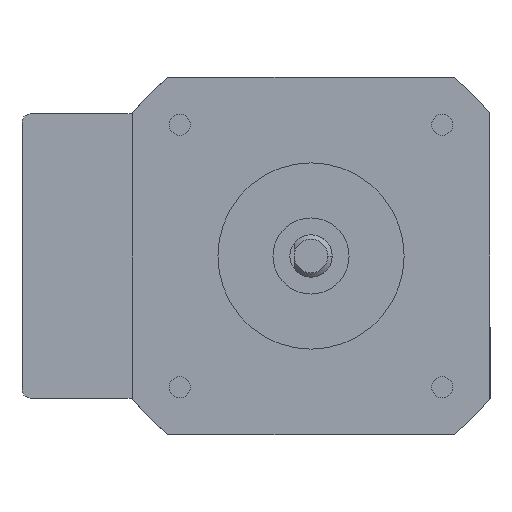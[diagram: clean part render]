
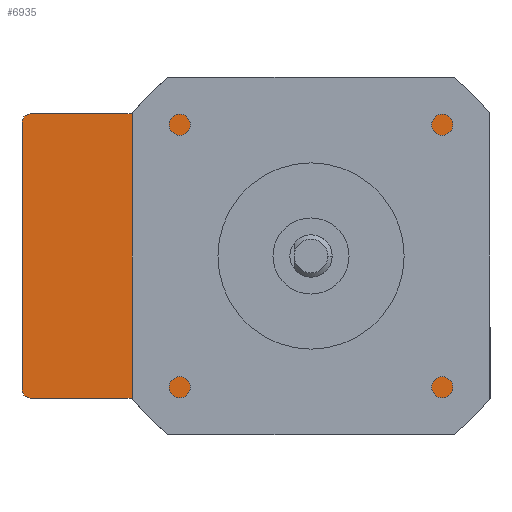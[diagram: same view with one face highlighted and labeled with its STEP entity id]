
A CAD part, front view. The second image highlights one B-rep face of the part: STEP entity #6935.
In plain terms, the highlighted face is planar.
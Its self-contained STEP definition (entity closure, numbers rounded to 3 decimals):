
#42 = VERTEX_POINT ( 'NONE', #2281 ) ;
#70 = LINE ( 'NONE', #6170, #1310 ) ;
#186 = DIRECTION ( 'NONE',  ( 1., 0., 0. ) ) ;
#210 = VERTEX_POINT ( 'NONE', #8491 ) ;
#393 = CARTESIAN_POINT ( 'NONE',  ( 21.15, 16.783, 16.5 ) ) ;
#424 = EDGE_CURVE ( 'NONE', #3156, #5485, #70, .T. ) ;
#437 = EDGE_CURVE ( 'NONE', #5602, #8750, #6323, .T. ) ;
#650 = EDGE_LOOP ( 'NONE', ( #813, #5473, #9183, #6492, #6601, #5708, #5639, #2797, #8929, #5560, #6721, #5812, #8193, #9088 ) ) ;
#763 = VERTEX_POINT ( 'NONE', #4242 ) ;
#813 = ORIENTED_EDGE ( 'NONE', *, *, #10085, .F. ) ;
#911 = DIRECTION ( 'NONE',  ( 0., 0., -1. ) ) ;
#993 = DIRECTION ( 'NONE',  ( 0., -1., 0. ) ) ;
#1182 = CARTESIAN_POINT ( 'NONE',  ( 17.783, 21.628, 16.5 ) ) ;
#1310 = VECTOR ( 'NONE', #3628, 1000. ) ;
#1403 = DIRECTION ( 'NONE',  ( 0., 0., 1. ) ) ;
#1537 = DIRECTION ( 'NONE',  ( 0., 0., 1. ) ) ;
#1571 = CARTESIAN_POINT ( 'NONE',  ( 0., 0., 16.5 ) ) ;
#1732 = AXIS2_PLACEMENT_3D ( 'NONE', #5627, #1537, #6520 ) ;
#1735 = LINE ( 'NONE', #8740, #6284 ) ;
#2281 = CARTESIAN_POINT ( 'NONE',  ( -15.783, 34.15, 16.5 ) ) ;
#2376 = DIRECTION ( 'NONE',  ( 1., 0., 0. ) ) ;
#2455 = AXIS2_PLACEMENT_3D ( 'NONE', #10817, #8196, #3113 ) ;
#2466 = VECTOR ( 'NONE', #3355, 1000. ) ;
#2501 = DIRECTION ( 'NONE',  ( 0., 0., 1. ) ) ;
#2704 = CIRCLE ( 'NONE', #5204, 1. ) ;
#2712 = VECTOR ( 'NONE', #9718, 1000. ) ;
#2731 = CIRCLE ( 'NONE', #9532, 1. ) ;
#2797 = ORIENTED_EDGE ( 'NONE', *, *, #424, .T. ) ;
#3079 = FACE_OUTER_BOUND ( 'NONE', #650, .T. ) ;
#3099 = VECTOR ( 'NONE', #9141, 1000. ) ;
#3106 = EDGE_CURVE ( 'NONE', #3922, #7401, #1735, .T. ) ;
#3113 = DIRECTION ( 'NONE',  ( 1., 0., 0. ) ) ;
#3156 = VERTEX_POINT ( 'NONE', #7277 ) ;
#3276 = LINE ( 'NONE', #10812, #3099 ) ;
#3293 = CARTESIAN_POINT ( 'NONE',  ( -16.783, 33.15, 16.5 ) ) ;
#3355 = DIRECTION ( 'NONE',  ( 0., 1., 0. ) ) ;
#3362 = CARTESIAN_POINT ( 'NONE',  ( -21.15, -16.783, 16.5 ) ) ;
#3492 = VERTEX_POINT ( 'NONE', #3362 ) ;
#3498 = AXIS2_PLACEMENT_3D ( 'NONE', #8828, #6225, #4365 ) ;
#3580 = DIRECTION ( 'NONE',  ( 0., -1., 0. ) ) ;
#3628 = DIRECTION ( 'NONE',  ( 1., 0., 0. ) ) ;
#3774 = EDGE_CURVE ( 'NONE', #5489, #9861, #2704, .T. ) ;
#3785 = CARTESIAN_POINT ( 'NONE',  ( 17.148, 20.855, 16.5 ) ) ;
#3788 = EDGE_CURVE ( 'NONE', #763, #210, #4869, .T. ) ;
#3922 = VERTEX_POINT ( 'NONE', #3293 ) ;
#3929 = VERTEX_POINT ( 'NONE', #10158 ) ;
#3966 = CARTESIAN_POINT ( 'NONE',  ( 0., 0., 16.5 ) ) ;
#4242 = CARTESIAN_POINT ( 'NONE',  ( 16.783, 33.15, 16.5 ) ) ;
#4308 = EDGE_CURVE ( 'NONE', #8750, #3492, #3276, .T. ) ;
#4365 = DIRECTION ( 'NONE',  ( 1., 0., 0. ) ) ;
#4683 = DIRECTION ( 'NONE',  ( 1., 0., 0. ) ) ;
#4869 = CIRCLE ( 'NONE', #8980, 1. ) ;
#5134 = LINE ( 'NONE', #7766, #5680 ) ;
#5158 = EDGE_CURVE ( 'NONE', #5485, #3929, #8763, .T. ) ;
#5204 = AXIS2_PLACEMENT_3D ( 'NONE', #1182, #10775, #4683 ) ;
#5472 = VERTEX_POINT ( 'NONE', #393 ) ;
#5473 = ORIENTED_EDGE ( 'NONE', *, *, #6021, .T. ) ;
#5485 = VERTEX_POINT ( 'NONE', #8242 ) ;
#5489 = VERTEX_POINT ( 'NONE', #3785 ) ;
#5548 = AXIS2_PLACEMENT_3D ( 'NONE', #1571, #10101, #2376 ) ;
#5560 = ORIENTED_EDGE ( 'NONE', *, *, #6301, .T. ) ;
#5602 = VERTEX_POINT ( 'NONE', #8458 ) ;
#5627 = CARTESIAN_POINT ( 'NONE',  ( 0., 0., 16.5 ) ) ;
#5639 = ORIENTED_EDGE ( 'NONE', *, *, #6557, .T. ) ;
#5680 = VECTOR ( 'NONE', #3580, 1000. ) ;
#5708 = ORIENTED_EDGE ( 'NONE', *, *, #4308, .T. ) ;
#5812 = ORIENTED_EDGE ( 'NONE', *, *, #3774, .T. ) ;
#6021 = EDGE_CURVE ( 'NONE', #42, #3922, #10523, .T. ) ;
#6032 = EDGE_CURVE ( 'NONE', #763, #9861, #5134, .T. ) ;
#6063 = CARTESIAN_POINT ( 'NONE',  ( -15.783, 33.15, 16.5 ) ) ;
#6170 = CARTESIAN_POINT ( 'NONE',  ( -21.15, -21.15, 16.5 ) ) ;
#6212 = AXIS2_PLACEMENT_3D ( 'NONE', #6063, #2501, #7705 ) ;
#6225 = DIRECTION ( 'NONE',  ( 0., 0., 1. ) ) ;
#6249 = AXIS2_PLACEMENT_3D ( 'NONE', #3966, #8256, #6393 ) ;
#6284 = VECTOR ( 'NONE', #993, 1000. ) ;
#6301 = EDGE_CURVE ( 'NONE', #3929, #5472, #8366, .T. ) ;
#6323 = CIRCLE ( 'NONE', #3498, 27. ) ;
#6390 = CARTESIAN_POINT ( 'NONE',  ( 15.783, 33.15, 16.5 ) ) ;
#6393 = DIRECTION ( 'NONE',  ( 1., 0., 0. ) ) ;
#6492 = ORIENTED_EDGE ( 'NONE', *, *, #10678, .T. ) ;
#6520 = DIRECTION ( 'NONE',  ( 1., 0., 0. ) ) ;
#6557 = EDGE_CURVE ( 'NONE', #3492, #3156, #10147, .T. ) ;
#6601 = ORIENTED_EDGE ( 'NONE', *, *, #437, .T. ) ;
#6632 = PLANE ( 'NONE',  #1732 ) ;
#6721 = ORIENTED_EDGE ( 'NONE', *, *, #8967, .T. ) ;
#6935 = ADVANCED_FACE ( 'NONE', ( #3079 ), #6632, .T. ) ;
#7122 = CARTESIAN_POINT ( 'NONE',  ( -21.15, 16.783, 16.5 ) ) ;
#7277 = CARTESIAN_POINT ( 'NONE',  ( -16.783, -21.15, 16.5 ) ) ;
#7401 = VERTEX_POINT ( 'NONE', #7640 ) ;
#7531 = CARTESIAN_POINT ( 'NONE',  ( 21.15, 21.15, 16.5 ) ) ;
#7640 = CARTESIAN_POINT ( 'NONE',  ( -16.783, 21.628, 16.5 ) ) ;
#7705 = DIRECTION ( 'NONE',  ( 1., 0., 0. ) ) ;
#7766 = CARTESIAN_POINT ( 'NONE',  ( 16.783, 34.15, 16.5 ) ) ;
#7861 = CARTESIAN_POINT ( 'NONE',  ( -16.783, 34.15, 16.5 ) ) ;
#7875 = CARTESIAN_POINT ( 'NONE',  ( -17.783, 21.628, 16.5 ) ) ;
#8086 = CIRCLE ( 'NONE', #5548, 27. ) ;
#8091 = DIRECTION ( 'NONE',  ( 1., 0., 0. ) ) ;
#8193 = ORIENTED_EDGE ( 'NONE', *, *, #6032, .F. ) ;
#8196 = DIRECTION ( 'NONE',  ( 0., 0., 1. ) ) ;
#8242 = CARTESIAN_POINT ( 'NONE',  ( 16.783, -21.15, 16.5 ) ) ;
#8256 = DIRECTION ( 'NONE',  ( 0., 0., 1. ) ) ;
#8264 = CARTESIAN_POINT ( 'NONE',  ( 16.783, 21.628, 16.5 ) ) ;
#8366 = LINE ( 'NONE', #7531, #2466 ) ;
#8458 = CARTESIAN_POINT ( 'NONE',  ( -17.148, 20.855, 16.5 ) ) ;
#8491 = CARTESIAN_POINT ( 'NONE',  ( 15.783, 34.15, 16.5 ) ) ;
#8740 = CARTESIAN_POINT ( 'NONE',  ( -16.783, 34.15, 16.5 ) ) ;
#8750 = VERTEX_POINT ( 'NONE', #7122 ) ;
#8763 = CIRCLE ( 'NONE', #6249, 27. ) ;
#8828 = CARTESIAN_POINT ( 'NONE',  ( 0., 0., 16.5 ) ) ;
#8929 = ORIENTED_EDGE ( 'NONE', *, *, #5158, .T. ) ;
#8967 = EDGE_CURVE ( 'NONE', #5472, #5489, #8086, .T. ) ;
#8980 = AXIS2_PLACEMENT_3D ( 'NONE', #6390, #1403, #8091 ) ;
#9088 = ORIENTED_EDGE ( 'NONE', *, *, #3788, .T. ) ;
#9141 = DIRECTION ( 'NONE',  ( 0., -1., 0. ) ) ;
#9183 = ORIENTED_EDGE ( 'NONE', *, *, #3106, .T. ) ;
#9532 = AXIS2_PLACEMENT_3D ( 'NONE', #7875, #911, #186 ) ;
#9718 = DIRECTION ( 'NONE',  ( 1., 0., 0. ) ) ;
#9861 = VERTEX_POINT ( 'NONE', #8264 ) ;
#10085 = EDGE_CURVE ( 'NONE', #42, #210, #10548, .T. ) ;
#10101 = DIRECTION ( 'NONE',  ( 0., 0., 1. ) ) ;
#10147 = CIRCLE ( 'NONE', #2455, 27. ) ;
#10158 = CARTESIAN_POINT ( 'NONE',  ( 21.15, -16.783, 16.5 ) ) ;
#10523 = CIRCLE ( 'NONE', #6212, 1. ) ;
#10548 = LINE ( 'NONE', #7861, #2712 ) ;
#10678 = EDGE_CURVE ( 'NONE', #7401, #5602, #2731, .T. ) ;
#10775 = DIRECTION ( 'NONE',  ( 0., 0., -1. ) ) ;
#10812 = CARTESIAN_POINT ( 'NONE',  ( -21.15, 21.15, 16.5 ) ) ;
#10817 = CARTESIAN_POINT ( 'NONE',  ( 0., 0., 16.5 ) ) ;
